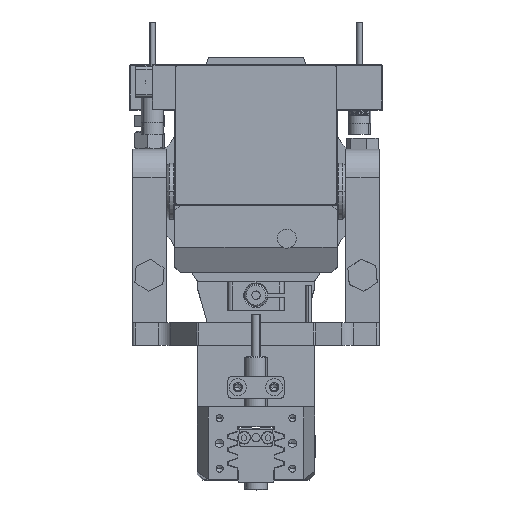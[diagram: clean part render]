
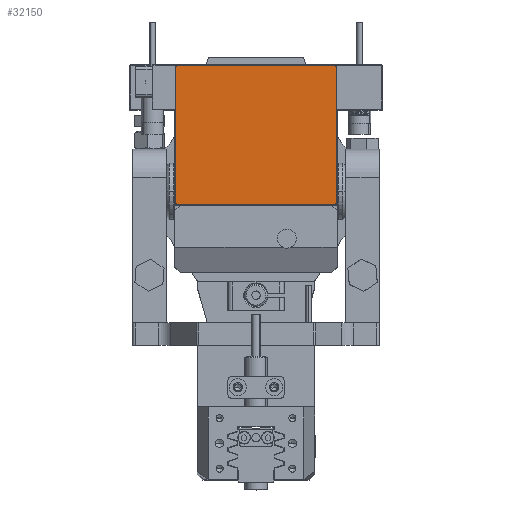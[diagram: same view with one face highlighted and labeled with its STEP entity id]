
A CAD part, top view. The second image highlights one B-rep face of the part: STEP entity #32150.
In plain terms, the highlighted planar face has unit normal (0, 0, 1).
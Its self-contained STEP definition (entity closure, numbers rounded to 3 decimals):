
#1275 = CARTESIAN_POINT ( 'NONE',  ( -28.75, -1.25, 88. ) ) ;
#2349 = AXIS2_PLACEMENT_3D ( 'NONE', #20722, #72588, #33251 ) ;
#4149 = DIRECTION ( 'NONE',  ( 0., 0., -1. ) ) ;
#4552 = CARTESIAN_POINT ( 'NONE',  ( -27.75, -0.25, 88. ) ) ;
#7141 = EDGE_CURVE ( 'NONE', #39128, #57151, #18916, .T. ) ;
#7987 = CARTESIAN_POINT ( 'NONE',  ( -27.75, -48.75, 88. ) ) ;
#8608 = EDGE_CURVE ( 'NONE', #48943, #57151, #31458, .T. ) ;
#10165 = EDGE_CURVE ( 'NONE', #48943, #73150, #52715, .T. ) ;
#11144 = VERTEX_POINT ( 'NONE', #30086 ) ;
#11510 = CARTESIAN_POINT ( 'NONE',  ( -27.75, -1.25, 88. ) ) ;
#11686 = LINE ( 'NONE', #46537, #78943 ) ;
#14151 = VECTOR ( 'NONE', #41404, 1000. ) ;
#14374 = AXIS2_PLACEMENT_3D ( 'NONE', #11510, #64448, #77293 ) ;
#18916 = CIRCLE ( 'NONE', #61109, 1. ) ;
#20101 = ORIENTED_EDGE ( 'NONE', *, *, #75606, .T. ) ;
#20260 = LINE ( 'NONE', #30862, #63097 ) ;
#20722 = CARTESIAN_POINT ( 'NONE',  ( 27.75, -1.25, 88. ) ) ;
#21337 = EDGE_CURVE ( 'NONE', #26893, #74713, #68199, .T. ) ;
#23840 = VECTOR ( 'NONE', #53000, 1000. ) ;
#26893 = VERTEX_POINT ( 'NONE', #70768 ) ;
#29392 = FACE_OUTER_BOUND ( 'NONE', #52353, .T. ) ;
#30086 = CARTESIAN_POINT ( 'NONE',  ( 28.75, -1.25, 88. ) ) ;
#30862 = CARTESIAN_POINT ( 'NONE',  ( -28.75, -0.25, 88. ) ) ;
#31458 = LINE ( 'NONE', #61346, #14151 ) ;
#32150 = ADVANCED_FACE ( 'NONE', ( #29392 ), #49393, .F. ) ;
#33251 = DIRECTION ( 'NONE',  ( -1., 0., 0. ) ) ;
#34378 = DIRECTION ( 'NONE',  ( -1., 0., 0. ) ) ;
#35944 = ORIENTED_EDGE ( 'NONE', *, *, #10165, .F. ) ;
#37412 = DIRECTION ( 'NONE',  ( -1., 0., 0. ) ) ;
#39128 = VERTEX_POINT ( 'NONE', #56524 ) ;
#40618 = VERTEX_POINT ( 'NONE', #75050 ) ;
#40942 = CARTESIAN_POINT ( 'NONE',  ( 27.75, -48.75, 88. ) ) ;
#41404 = DIRECTION ( 'NONE',  ( 0., -1., 0. ) ) ;
#43393 = CARTESIAN_POINT ( 'NONE',  ( -20., -45., 88. ) ) ;
#44519 = DIRECTION ( 'NONE',  ( -1., 0., 0. ) ) ;
#45816 = AXIS2_PLACEMENT_3D ( 'NONE', #43393, #4149, #37412 ) ;
#46537 = CARTESIAN_POINT ( 'NONE',  ( 28.75, -49.75, 88. ) ) ;
#47761 = CARTESIAN_POINT ( 'NONE',  ( 27.75, -49.75, 88. ) ) ;
#47786 = DIRECTION ( 'NONE',  ( 0., 0., -1. ) ) ;
#47788 = DIRECTION ( 'NONE',  ( 0., 0., -1. ) ) ;
#48943 = VERTEX_POINT ( 'NONE', #1275 ) ;
#49393 = PLANE ( 'NONE',  #45816 ) ;
#50908 = CIRCLE ( 'NONE', #2349, 1. ) ;
#52353 = EDGE_LOOP ( 'NONE', ( #60571, #80196, #81765, #76337, #20101, #62728, #78116, #35944 ) ) ;
#52704 = CARTESIAN_POINT ( 'NONE',  ( -28.75, -48.75, 88. ) ) ;
#52715 = CIRCLE ( 'NONE', #14374, 1. ) ;
#53000 = DIRECTION ( 'NONE',  ( 0., 1., 0. ) ) ;
#53462 = LINE ( 'NONE', #66098, #23840 ) ;
#56524 = CARTESIAN_POINT ( 'NONE',  ( -27.75, -49.75, 88. ) ) ;
#57151 = VERTEX_POINT ( 'NONE', #52704 ) ;
#60571 = ORIENTED_EDGE ( 'NONE', *, *, #8608, .T. ) ;
#61109 = AXIS2_PLACEMENT_3D ( 'NONE', #7987, #47788, #80020 ) ;
#61346 = CARTESIAN_POINT ( 'NONE',  ( -28.75, -49.75, 88. ) ) ;
#62728 = ORIENTED_EDGE ( 'NONE', *, *, #83528, .F. ) ;
#63097 = VECTOR ( 'NONE', #44519, 1000. ) ;
#64448 = DIRECTION ( 'NONE',  ( 0., 0., -1. ) ) ;
#65356 = DIRECTION ( 'NONE',  ( 1., 0., 0. ) ) ;
#66098 = CARTESIAN_POINT ( 'NONE',  ( 28.75, -0.25, 88. ) ) ;
#68199 = CIRCLE ( 'NONE', #74355, 1. ) ;
#69919 = EDGE_CURVE ( 'NONE', #39128, #74713, #11686, .T. ) ;
#70768 = CARTESIAN_POINT ( 'NONE',  ( 28.75, -48.75, 88. ) ) ;
#72588 = DIRECTION ( 'NONE',  ( 0., 0., -1. ) ) ;
#73150 = VERTEX_POINT ( 'NONE', #4552 ) ;
#74355 = AXIS2_PLACEMENT_3D ( 'NONE', #40942, #47786, #34378 ) ;
#74713 = VERTEX_POINT ( 'NONE', #47761 ) ;
#75050 = CARTESIAN_POINT ( 'NONE',  ( 27.75, -0.25, 88. ) ) ;
#75606 = EDGE_CURVE ( 'NONE', #26893, #11144, #53462, .T. ) ;
#76337 = ORIENTED_EDGE ( 'NONE', *, *, #21337, .F. ) ;
#77293 = DIRECTION ( 'NONE',  ( -1., 0., 0. ) ) ;
#78116 = ORIENTED_EDGE ( 'NONE', *, *, #84370, .T. ) ;
#78943 = VECTOR ( 'NONE', #65356, 1000. ) ;
#80020 = DIRECTION ( 'NONE',  ( -1., 0., 0. ) ) ;
#80196 = ORIENTED_EDGE ( 'NONE', *, *, #7141, .F. ) ;
#81765 = ORIENTED_EDGE ( 'NONE', *, *, #69919, .T. ) ;
#83528 = EDGE_CURVE ( 'NONE', #40618, #11144, #50908, .T. ) ;
#84370 = EDGE_CURVE ( 'NONE', #40618, #73150, #20260, .T. ) ;
